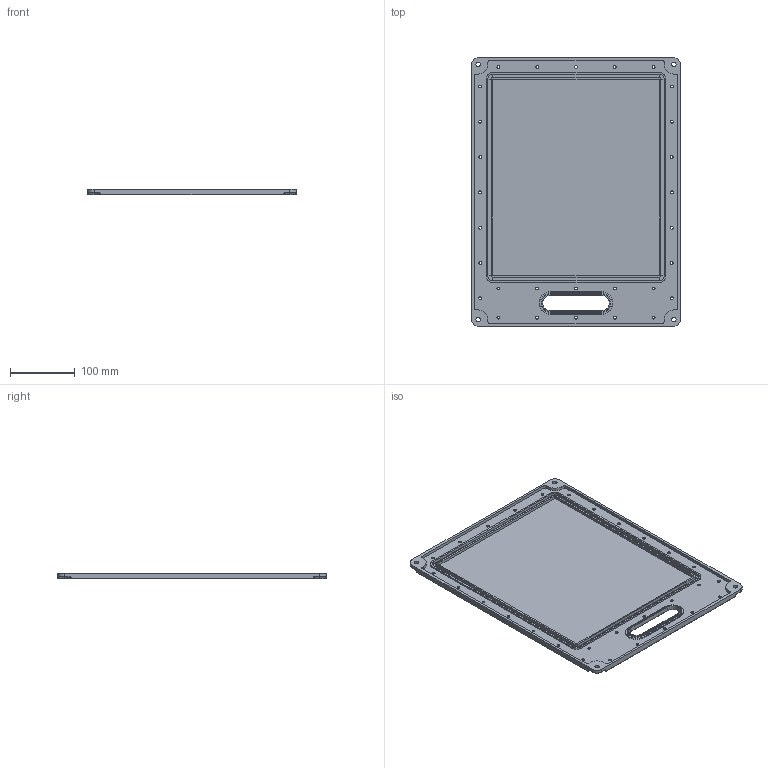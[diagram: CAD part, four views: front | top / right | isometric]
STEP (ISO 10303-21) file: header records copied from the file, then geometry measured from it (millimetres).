
FILE_DESCRIPTION(/* description */ ('3D STEP'),/* implementation_level */ '2;1');
FILE_NAME(/* name */ 'Etude nouvelle evolution batterie-for review.step',/* time_stamp */ '2024-11-21T14:38:35+01:00',/* author */ (''),/* organization */ (''),/* preprocessor_version */ 'ST-DEVELOPER v20',/* originating_system */ 'Autodesk Translation Framework v13.20.0.188',/* authorisation */ '');
FILE_SCHEMA (('AUTOMOTIVE_DESIGN { 1 0 10303 214 3 1 1 }'));
Length unit declared in the file: millimetre
Products named in the file (2): Battery evolution; New Down Side Alu extruded
Assembly tree (1 placements, depth 2):
  Battery evolution
    New Down Side Alu extruded
Bounding box: 323.08 x 415.23 x 9 mm (x, y, z)
Volume: 405465.2 mm3; surface area: 304473.2 mm2
Topology: 1 solids, 1 shells, 240 faces, 581 edges, 339 vertices
Faces by surface type: cylinder 101, plane 64, torus 30, cone 29, sphere 8, bspline 8
Full cylindrical faces by diameter (mm): 4.4 x29, 7 x4
Entity records: 7246 total; most frequent: DIRECTION 1332, CARTESIAN_POINT 1323, ORIENTED_EDGE 1146, EDGE_CURVE 573, AXIS2_PLACEMENT_3D 524, VERTEX_POINT 339, EDGE_LOOP 312, LINE 284
